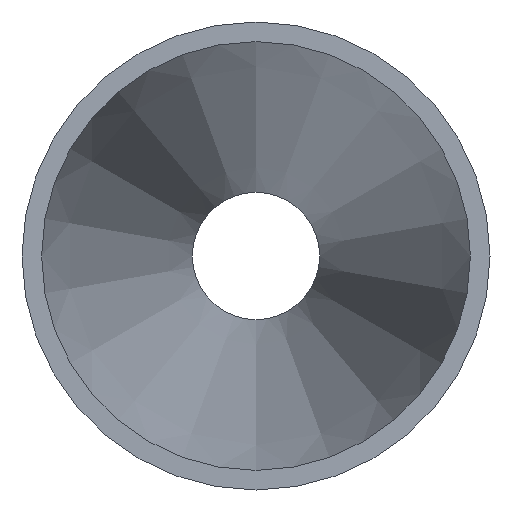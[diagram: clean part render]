
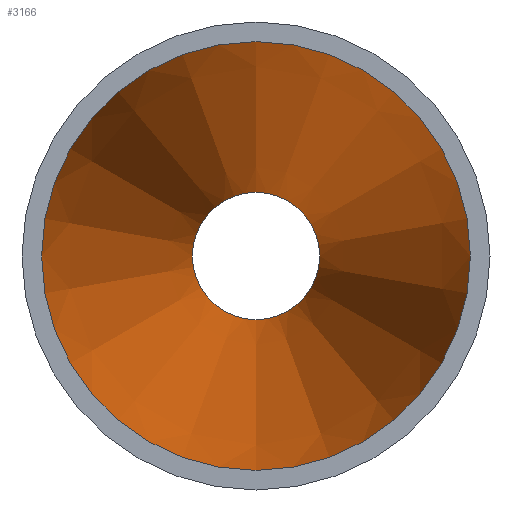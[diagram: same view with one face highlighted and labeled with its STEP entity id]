
A CAD part, front view. The second image highlights one B-rep face of the part: STEP entity #3166.
In plain terms, the highlighted conical face has half-angle 9.492 degrees and reference radius 22.122 mm.
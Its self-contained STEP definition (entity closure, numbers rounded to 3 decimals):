
#185 = AXIS2_PLACEMENT_3D ( 'NONE', #11165, #4294, #6385 ) ;
#961 = CIRCLE ( 'NONE', #2895, 22.122 ) ;
#1923 = FACE_OUTER_BOUND ( 'NONE', #10279, .T. ) ;
#2895 = AXIS2_PLACEMENT_3D ( 'NONE', #8434, #7277, #6493 ) ;
#3166 = ADVANCED_FACE ( 'NONE', ( #6594, #1923 ), #10465, .F. ) ;
#3615 = EDGE_LOOP ( 'NONE', ( #11410 ) ) ;
#3910 = CARTESIAN_POINT ( 'NONE',  ( 0., 93., 0. ) ) ;
#4040 = VERTEX_POINT ( 'NONE', #7146 ) ;
#4294 = DIRECTION ( 'NONE',  ( 0., -1., 0. ) ) ;
#5107 = DIRECTION ( 'NONE',  ( 0., -1., 0. ) ) ;
#5437 = EDGE_CURVE ( 'NONE', #6122, #6122, #961, .T. ) ;
#6122 = VERTEX_POINT ( 'NONE', #13011 ) ;
#6214 = DIRECTION ( 'NONE',  ( 0., 0., -1. ) ) ;
#6385 = DIRECTION ( 'NONE',  ( 0., 0., -1. ) ) ;
#6493 = DIRECTION ( 'NONE',  ( 0., 0., -1. ) ) ;
#6594 = FACE_BOUND ( 'NONE', #3615, .T. ) ;
#7146 = CARTESIAN_POINT ( 'NONE',  ( 0., 93., -6.572 ) ) ;
#7277 = DIRECTION ( 'NONE',  ( 0., -1., 0. ) ) ;
#7900 = AXIS2_PLACEMENT_3D ( 'NONE', #3910, #5107, #6214 ) ;
#8434 = CARTESIAN_POINT ( 'NONE',  ( 0., 0., 0. ) ) ;
#10279 = EDGE_LOOP ( 'NONE', ( #13993 ) ) ;
#10465 = CONICAL_SURFACE ( 'NONE', #185, 22.122, 0.166 ) ;
#10779 = EDGE_CURVE ( 'NONE', #4040, #4040, #11972, .T. ) ;
#11165 = CARTESIAN_POINT ( 'NONE',  ( 0., 0., 0. ) ) ;
#11410 = ORIENTED_EDGE ( 'NONE', *, *, #10779, .F. ) ;
#11972 = CIRCLE ( 'NONE', #7900, 6.572 ) ;
#13011 = CARTESIAN_POINT ( 'NONE',  ( 0., 0., -22.122 ) ) ;
#13993 = ORIENTED_EDGE ( 'NONE', *, *, #5437, .T. ) ;
